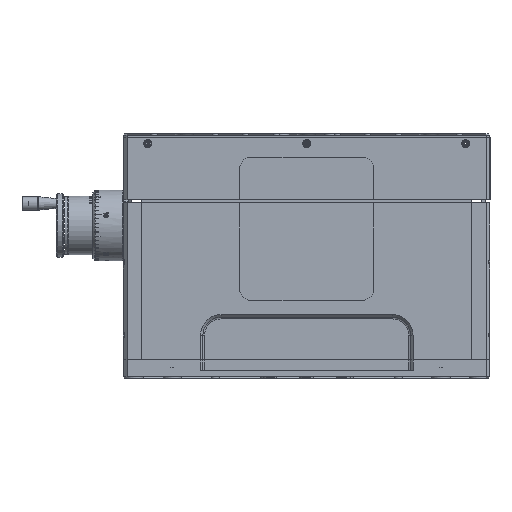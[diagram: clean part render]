
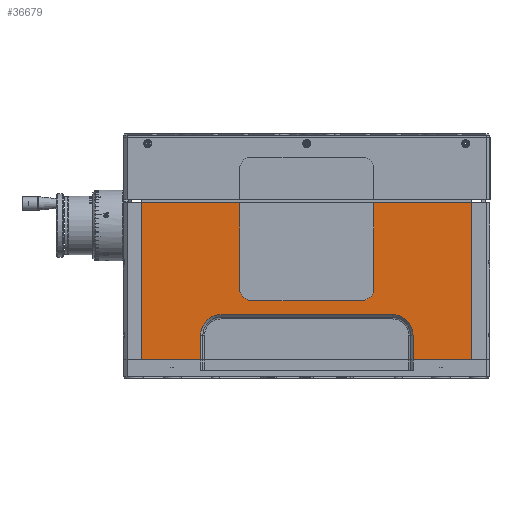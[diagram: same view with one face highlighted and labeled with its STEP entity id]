
A CAD part, left-side view. The second image highlights one B-rep face of the part: STEP entity #36679.
In plain terms, the highlighted planar face has unit normal (-1, 0, 0).
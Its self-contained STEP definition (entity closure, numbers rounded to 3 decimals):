
#164 = PLANE ( 'NONE',  #3485 ) ;
#477 = ORIENTED_EDGE ( 'NONE', *, *, #52917, .T. ) ;
#782 = EDGE_CURVE ( 'NONE', #54636, #57222, #9926, .T. ) ;
#1681 = ORIENTED_EDGE ( 'NONE', *, *, #12498, .F. ) ;
#2332 = CIRCLE ( 'NONE', #34034, 10. ) ;
#2424 = ORIENTED_EDGE ( 'NONE', *, *, #45302, .F. ) ;
#3215 = VECTOR ( 'NONE', #48763, 1000. ) ;
#3263 = DIRECTION ( 'NONE',  ( 0., 0., -1. ) ) ;
#3445 = EDGE_CURVE ( 'NONE', #56602, #16551, #32144, .T. ) ;
#3485 = AXIS2_PLACEMENT_3D ( 'NONE', #14499, #42240, #42412 ) ;
#3598 = VERTEX_POINT ( 'NONE', #4602 ) ;
#4602 = CARTESIAN_POINT ( 'NONE',  ( -210., -87., 15. ) ) ;
#6271 = EDGE_CURVE ( 'NONE', #59541, #6346, #38458, .T. ) ;
#6346 = VERTEX_POINT ( 'NONE', #34419 ) ;
#6785 = EDGE_LOOP ( 'NONE', ( #7054, #38969, #53450, #32441, #45101, #9081, #36827, #45104, #59561, #2424, #50045, #1681, #12253, #28365, #477, #49522 ) ) ;
#7054 = ORIENTED_EDGE ( 'NONE', *, *, #782, .T. ) ;
#7306 = VECTOR ( 'NONE', #31739, 1000. ) ;
#7693 = CARTESIAN_POINT ( 'NONE',  ( -210., 55., 143.5 ) ) ;
#8585 = DIRECTION ( 'NONE',  ( 0., -1., 0. ) ) ;
#9081 = ORIENTED_EDGE ( 'NONE', *, *, #6271, .F. ) ;
#9310 = EDGE_CURVE ( 'NONE', #26773, #3598, #21300, .T. ) ;
#9374 = CARTESIAN_POINT ( 'NONE',  ( -210., 55., 73.5 ) ) ;
#9926 = CIRCLE ( 'NONE', #48341, 17. ) ;
#10361 = EDGE_CURVE ( 'NONE', #57222, #3598, #21849, .T. ) ;
#10693 = CARTESIAN_POINT ( 'NONE',  ( -210., 135., 15. ) ) ;
#10788 = DIRECTION ( 'NONE',  ( 0., 0., 1. ) ) ;
#12253 = ORIENTED_EDGE ( 'NONE', *, *, #55126, .F. ) ;
#12498 = EDGE_CURVE ( 'NONE', #28017, #42607, #17972, .T. ) ;
#12866 = VECTOR ( 'NONE', #44282, 1000. ) ;
#13197 = CARTESIAN_POINT ( 'NONE',  ( -210., 135., 143.5 ) ) ;
#14499 = CARTESIAN_POINT ( 'NONE',  ( -210., 0., 99. ) ) ;
#15154 = DIRECTION ( 'NONE',  ( 1., 0., 0. ) ) ;
#15835 = VECTOR ( 'NONE', #44444, 1000. ) ;
#16551 = VERTEX_POINT ( 'NONE', #21109 ) ;
#16710 = EDGE_CURVE ( 'NONE', #34227, #26773, #23894, .T. ) ;
#17972 = LINE ( 'NONE', #28989, #60268 ) ;
#18628 = LINE ( 'NONE', #39773, #3215 ) ;
#18808 = DIRECTION ( 'NONE',  ( 0., 0., 1. ) ) ;
#21100 = LINE ( 'NONE', #45697, #36378 ) ;
#21109 = CARTESIAN_POINT ( 'NONE',  ( -210., -45., 63.5 ) ) ;
#21300 = LINE ( 'NONE', #28744, #57659 ) ;
#21687 = EDGE_CURVE ( 'NONE', #38444, #54636, #26782, .T. ) ;
#21849 = LINE ( 'NONE', #28216, #38537 ) ;
#22319 = LINE ( 'NONE', #10693, #30232 ) ;
#22530 = CARTESIAN_POINT ( 'NONE',  ( -210., 135., 15. ) ) ;
#22562 = EDGE_CURVE ( 'NONE', #59541, #16551, #2332, .T. ) ;
#23595 = EDGE_CURVE ( 'NONE', #42607, #48467, #41578, .T. ) ;
#23880 = DIRECTION ( 'NONE',  ( 0., 1., 0. ) ) ;
#23894 = LINE ( 'NONE', #31210, #39894 ) ;
#24919 = CARTESIAN_POINT ( 'NONE',  ( -210., 87., 15. ) ) ;
#25001 = CARTESIAN_POINT ( 'NONE',  ( -210., -45., 73.5 ) ) ;
#25570 = CARTESIAN_POINT ( 'NONE',  ( -210., -135., 143.5 ) ) ;
#26773 = VERTEX_POINT ( 'NONE', #40964 ) ;
#26782 = LINE ( 'NONE', #48786, #12866 ) ;
#26812 = LINE ( 'NONE', #7693, #15835 ) ;
#27467 = CARTESIAN_POINT ( 'NONE',  ( -210., -55., 73.5 ) ) ;
#28017 = VERTEX_POINT ( 'NONE', #22530 ) ;
#28115 = VERTEX_POINT ( 'NONE', #9374 ) ;
#28216 = CARTESIAN_POINT ( 'NONE',  ( -210., -87., 99. ) ) ;
#28365 = ORIENTED_EDGE ( 'NONE', *, *, #51757, .T. ) ;
#28577 = CARTESIAN_POINT ( 'NONE',  ( -210., -55., 143.5 ) ) ;
#28744 = CARTESIAN_POINT ( 'NONE',  ( -210., 135., 15. ) ) ;
#28989 = CARTESIAN_POINT ( 'NONE',  ( -210., 135., 183. ) ) ;
#29668 = CARTESIAN_POINT ( 'NONE',  ( -210., -87., 35. ) ) ;
#29848 = DIRECTION ( 'NONE',  ( 0., 0., 1. ) ) ;
#30232 = VECTOR ( 'NONE', #43319, 1000. ) ;
#31210 = CARTESIAN_POINT ( 'NONE',  ( -210., -135., 183. ) ) ;
#31739 = DIRECTION ( 'NONE',  ( 0., -1., 0. ) ) ;
#31805 = CARTESIAN_POINT ( 'NONE',  ( -210., 45., 63.5 ) ) ;
#32144 = LINE ( 'NONE', #40947, #7306 ) ;
#32441 = ORIENTED_EDGE ( 'NONE', *, *, #16710, .F. ) ;
#33121 = CARTESIAN_POINT ( 'NONE',  ( -210., 45., 73.5 ) ) ;
#33470 = DIRECTION ( 'NONE',  ( 0., 0., 1. ) ) ;
#34034 = AXIS2_PLACEMENT_3D ( 'NONE', #25001, #43929, #29848 ) ;
#34227 = VERTEX_POINT ( 'NONE', #25570 ) ;
#34261 = DIRECTION ( 'NONE',  ( 1., 0., 0. ) ) ;
#34419 = CARTESIAN_POINT ( 'NONE',  ( -210., -55., 143.5 ) ) ;
#34600 = CARTESIAN_POINT ( 'NONE',  ( -210., -70., 52. ) ) ;
#35528 = EDGE_CURVE ( 'NONE', #56602, #28115, #38358, .T. ) ;
#35993 = CARTESIAN_POINT ( 'NONE',  ( -210., 87., 35. ) ) ;
#36378 = VECTOR ( 'NONE', #42190, 1000. ) ;
#36544 = CARTESIAN_POINT ( 'NONE',  ( -210., 135., 143.5 ) ) ;
#36679 = ADVANCED_FACE ( 'NONE', ( #38833 ), #164, .F. ) ;
#36827 = ORIENTED_EDGE ( 'NONE', *, *, #22562, .T. ) ;
#38358 = CIRCLE ( 'NONE', #39304, 10. ) ;
#38444 = VERTEX_POINT ( 'NONE', #39852 ) ;
#38458 = LINE ( 'NONE', #28577, #47982 ) ;
#38537 = VECTOR ( 'NONE', #42254, 1000. ) ;
#38833 = FACE_OUTER_BOUND ( 'NONE', #6785, .T. ) ;
#38969 = ORIENTED_EDGE ( 'NONE', *, *, #10361, .T. ) ;
#39304 = AXIS2_PLACEMENT_3D ( 'NONE', #33121, #42497, #47216 ) ;
#39773 = CARTESIAN_POINT ( 'NONE',  ( -210., 135., 143.5 ) ) ;
#39852 = CARTESIAN_POINT ( 'NONE',  ( -210., 70., 52. ) ) ;
#39894 = VECTOR ( 'NONE', #3263, 1000. ) ;
#40947 = CARTESIAN_POINT ( 'NONE',  ( -210., -55., 63.5 ) ) ;
#40964 = CARTESIAN_POINT ( 'NONE',  ( -210., -135., 15. ) ) ;
#41578 = LINE ( 'NONE', #36544, #44491 ) ;
#42190 = DIRECTION ( 'NONE',  ( 0., 0., 1. ) ) ;
#42240 = DIRECTION ( 'NONE',  ( 1., 0., 0. ) ) ;
#42254 = DIRECTION ( 'NONE',  ( 0., 0., -1. ) ) ;
#42412 = DIRECTION ( 'NONE',  ( 0., 0., 1. ) ) ;
#42497 = DIRECTION ( 'NONE',  ( 1., 0., 0. ) ) ;
#42607 = VERTEX_POINT ( 'NONE', #13197 ) ;
#43170 = CIRCLE ( 'NONE', #44538, 17. ) ;
#43319 = DIRECTION ( 'NONE',  ( 0., 1., 0. ) ) ;
#43929 = DIRECTION ( 'NONE',  ( 1., 0., 0. ) ) ;
#44116 = CARTESIAN_POINT ( 'NONE',  ( -210., 55., 143.5 ) ) ;
#44282 = DIRECTION ( 'NONE',  ( 0., -1., 0. ) ) ;
#44444 = DIRECTION ( 'NONE',  ( 0., 0., -1. ) ) ;
#44476 = VERTEX_POINT ( 'NONE', #24919 ) ;
#44491 = VECTOR ( 'NONE', #8585, 1000. ) ;
#44538 = AXIS2_PLACEMENT_3D ( 'NONE', #48560, #34261, #47947 ) ;
#44623 = EDGE_CURVE ( 'NONE', #6346, #34227, #18628, .T. ) ;
#45101 = ORIENTED_EDGE ( 'NONE', *, *, #44623, .F. ) ;
#45104 = ORIENTED_EDGE ( 'NONE', *, *, #3445, .F. ) ;
#45302 = EDGE_CURVE ( 'NONE', #48467, #28115, #26812, .T. ) ;
#45697 = CARTESIAN_POINT ( 'NONE',  ( -210., 87., 99. ) ) ;
#47216 = DIRECTION ( 'NONE',  ( 0., 0., 1. ) ) ;
#47947 = DIRECTION ( 'NONE',  ( 0., 0., 1. ) ) ;
#47982 = VECTOR ( 'NONE', #18808, 1000. ) ;
#48341 = AXIS2_PLACEMENT_3D ( 'NONE', #56649, #15154, #33470 ) ;
#48467 = VERTEX_POINT ( 'NONE', #44116 ) ;
#48560 = CARTESIAN_POINT ( 'NONE',  ( -210., 70., 35. ) ) ;
#48763 = DIRECTION ( 'NONE',  ( 0., -1., 0. ) ) ;
#48786 = CARTESIAN_POINT ( 'NONE',  ( -210., -70., 52. ) ) ;
#49522 = ORIENTED_EDGE ( 'NONE', *, *, #21687, .T. ) ;
#50045 = ORIENTED_EDGE ( 'NONE', *, *, #23595, .F. ) ;
#51757 = EDGE_CURVE ( 'NONE', #44476, #52190, #21100, .T. ) ;
#52190 = VERTEX_POINT ( 'NONE', #35993 ) ;
#52917 = EDGE_CURVE ( 'NONE', #52190, #38444, #43170, .T. ) ;
#53450 = ORIENTED_EDGE ( 'NONE', *, *, #9310, .F. ) ;
#54636 = VERTEX_POINT ( 'NONE', #34600 ) ;
#55126 = EDGE_CURVE ( 'NONE', #44476, #28017, #22319, .T. ) ;
#56602 = VERTEX_POINT ( 'NONE', #31805 ) ;
#56649 = CARTESIAN_POINT ( 'NONE',  ( -210., -70., 35. ) ) ;
#57222 = VERTEX_POINT ( 'NONE', #29668 ) ;
#57659 = VECTOR ( 'NONE', #23880, 1000. ) ;
#59541 = VERTEX_POINT ( 'NONE', #27467 ) ;
#59561 = ORIENTED_EDGE ( 'NONE', *, *, #35528, .T. ) ;
#60268 = VECTOR ( 'NONE', #10788, 1000. ) ;
